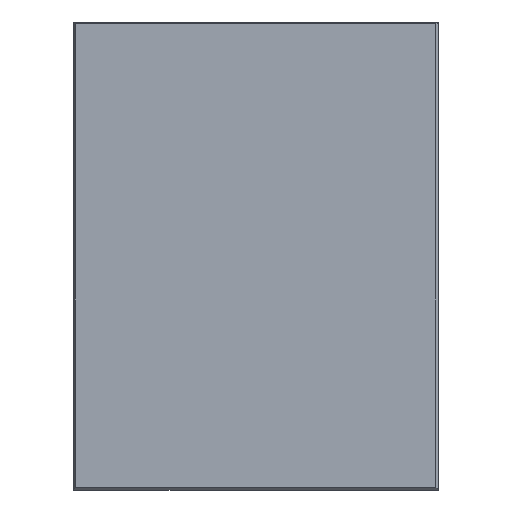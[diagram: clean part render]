
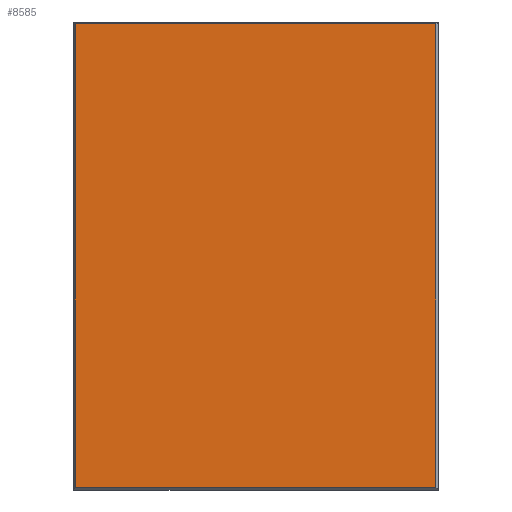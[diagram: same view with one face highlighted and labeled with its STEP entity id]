
A CAD part, left-side view. The second image highlights one B-rep face of the part: STEP entity #8585.
In plain terms, the highlighted planar face has unit normal (-1, 0, 0).
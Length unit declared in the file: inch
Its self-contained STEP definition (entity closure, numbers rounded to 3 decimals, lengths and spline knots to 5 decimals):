
#78 = ORIENTED_EDGE ( 'NONE', *, *, #320, .T. ) ;
#320 = EDGE_CURVE ( 'NONE', #24162, #8099, #7598, .T. ) ;
#484 = EDGE_CURVE ( 'NONE', #23440, #24162, #17840, .T. ) ;
#926 = CARTESIAN_POINT ( 'NONE',  ( -3.01, 0., 0. ) ) ;
#1782 = CARTESIAN_POINT ( 'NONE',  ( -3.01, 0.9695, 1.22583 ) ) ;
#1935 = CARTESIAN_POINT ( 'NONE',  ( -3.01, 0.95345, -1.2415 ) ) ;
#2034 = DIRECTION ( 'NONE',  ( 0., 1., 0. ) ) ;
#2616 = EDGE_LOOP ( 'NONE', ( #7899, #7187, #78, #13624 ) ) ;
#2757 = VECTOR ( 'NONE', #2034, 39.37008 ) ;
#3497 = CARTESIAN_POINT ( 'NONE',  ( -3.01, -0.9495, 1.22583 ) ) ;
#6070 = LINE ( 'NONE', #1935, #7704 ) ;
#6632 = DIRECTION ( 'NONE',  ( 0., -1., 0. ) ) ;
#7187 = ORIENTED_EDGE ( 'NONE', *, *, #484, .T. ) ;
#7368 = FACE_OUTER_BOUND ( 'NONE', #2616, .T. ) ;
#7598 = LINE ( 'NONE', #20437, #8247 ) ;
#7704 = VECTOR ( 'NONE', #9874, 39.37008 ) ;
#7899 = ORIENTED_EDGE ( 'NONE', *, *, #15372, .T. ) ;
#8099 = VERTEX_POINT ( 'NONE', #3497 ) ;
#8199 = EDGE_CURVE ( 'NONE', #8099, #13811, #22779, .T. ) ;
#8247 = VECTOR ( 'NONE', #13104, 39.37008 ) ;
#8585 = ADVANCED_FACE ( 'NONE', ( #7368 ), #16524, .T. ) ;
#8681 = AXIS2_PLACEMENT_3D ( 'NONE', #926, #21380, #17453 ) ;
#9616 = CARTESIAN_POINT ( 'NONE',  ( -3.01, -0.9495, -1.2215 ) ) ;
#9720 = CARTESIAN_POINT ( 'NONE',  ( -3.01, 0.95345, -1.2215 ) ) ;
#9874 = DIRECTION ( 'NONE',  ( 0., 0., -1. ) ) ;
#11031 = CARTESIAN_POINT ( 'NONE',  ( -3.01, 0.95345, 1.22583 ) ) ;
#13104 = DIRECTION ( 'NONE',  ( 0., 0., 1. ) ) ;
#13624 = ORIENTED_EDGE ( 'NONE', *, *, #8199, .T. ) ;
#13811 = VERTEX_POINT ( 'NONE', #11031 ) ;
#15372 = EDGE_CURVE ( 'NONE', #13811, #23440, #6070, .T. ) ;
#16035 = VECTOR ( 'NONE', #6632, 39.37008 ) ;
#16524 = PLANE ( 'NONE',  #8681 ) ;
#17453 = DIRECTION ( 'NONE',  ( 0., 0., 1. ) ) ;
#17840 = LINE ( 'NONE', #21543, #16035 ) ;
#20437 = CARTESIAN_POINT ( 'NONE',  ( -3.01, -0.9495, 0. ) ) ;
#21380 = DIRECTION ( 'NONE',  ( -1., 0., 0. ) ) ;
#21543 = CARTESIAN_POINT ( 'NONE',  ( -3.01, 0., -1.2215 ) ) ;
#22779 = LINE ( 'NONE', #1782, #2757 ) ;
#23440 = VERTEX_POINT ( 'NONE', #9720 ) ;
#24162 = VERTEX_POINT ( 'NONE', #9616 ) ;
